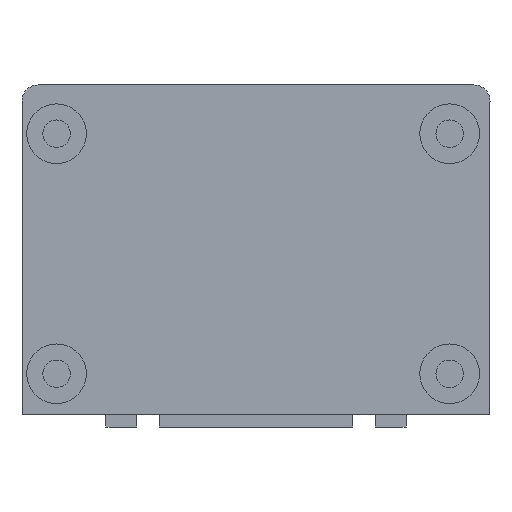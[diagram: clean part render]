
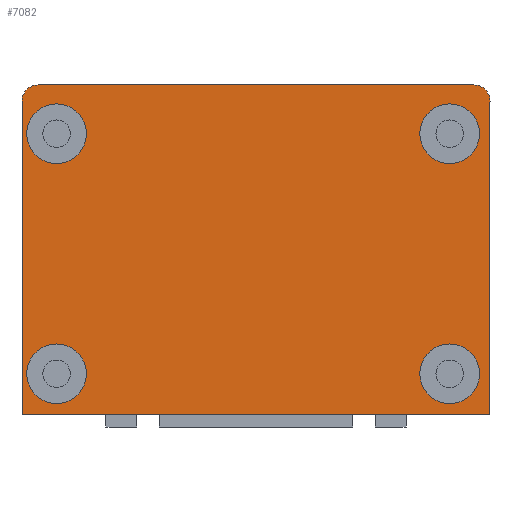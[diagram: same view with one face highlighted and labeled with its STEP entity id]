
A CAD part, front view. The second image highlights one B-rep face of the part: STEP entity #7082.
In plain terms, the highlighted planar face has unit normal (0, -1, 0).
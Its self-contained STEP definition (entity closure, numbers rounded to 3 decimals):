
#13 = DIRECTION ( 'NONE',  ( 1., 0., 0. ) ) ;
#51 = ORIENTED_EDGE ( 'NONE', *, *, #54, .T. ) ;
#54 = EDGE_CURVE ( 'NONE', #6553, #8548, #3045, .T. ) ;
#67 = VERTEX_POINT ( 'NONE', #5746 ) ;
#74 = AXIS2_PLACEMENT_3D ( 'NONE', #5630, #4310, #203 ) ;
#203 = DIRECTION ( 'NONE',  ( 0., 0., 1. ) ) ;
#219 = ORIENTED_EDGE ( 'NONE', *, *, #1339, .T. ) ;
#304 = CARTESIAN_POINT ( 'NONE',  ( 14.5, -13.85, 15.4 ) ) ;
#370 = CARTESIAN_POINT ( 'NONE',  ( -14.5, -13.85, 0. ) ) ;
#405 = VERTEX_POINT ( 'NONE', #7014 ) ;
#548 = EDGE_CURVE ( 'NONE', #1379, #2562, #6163, .T. ) ;
#627 = DIRECTION ( 'NONE',  ( 0., 0., 1. ) ) ;
#632 = ORIENTED_EDGE ( 'NONE', *, *, #7789, .T. ) ;
#661 = AXIS2_PLACEMENT_3D ( 'NONE', #7541, #5542, #3655 ) ;
#687 = CARTESIAN_POINT ( 'NONE',  ( -14.5, -13.85, 19.4 ) ) ;
#826 = EDGE_LOOP ( 'NONE', ( #632, #1705 ) ) ;
#847 = EDGE_LOOP ( 'NONE', ( #7573, #2390 ) ) ;
#885 = VECTOR ( 'NONE', #13, 1000. ) ;
#1068 = DIRECTION ( 'NONE',  ( 0., 0., 1. ) ) ;
#1081 = AXIS2_PLACEMENT_3D ( 'NONE', #1467, #8096, #5492 ) ;
#1117 = VERTEX_POINT ( 'NONE', #6400 ) ;
#1146 = AXIS2_PLACEMENT_3D ( 'NONE', #7961, #1973, #1324 ) ;
#1205 = ORIENTED_EDGE ( 'NONE', *, *, #8579, .F. ) ;
#1224 = ORIENTED_EDGE ( 'NONE', *, *, #1969, .T. ) ;
#1324 = DIRECTION ( 'NONE',  ( 0., 0., 1. ) ) ;
#1339 = EDGE_CURVE ( 'NONE', #8548, #6553, #7943, .T. ) ;
#1379 = VERTEX_POINT ( 'NONE', #6266 ) ;
#1467 = CARTESIAN_POINT ( 'NONE',  ( -12.357, -13.85, 2.502 ) ) ;
#1494 = VECTOR ( 'NONE', #627, 1000. ) ;
#1499 = DIRECTION ( 'NONE',  ( 0., 0., 1. ) ) ;
#1583 = LINE ( 'NONE', #7765, #1494 ) ;
#1705 = ORIENTED_EDGE ( 'NONE', *, *, #6774, .T. ) ;
#1969 = EDGE_CURVE ( 'NONE', #405, #5437, #6866, .T. ) ;
#1973 = DIRECTION ( 'NONE',  ( 0., 1., 0. ) ) ;
#1987 = DIRECTION ( 'NONE',  ( 0., 0., 1. ) ) ;
#2284 = FACE_BOUND ( 'NONE', #8129, .T. ) ;
#2388 = CARTESIAN_POINT ( 'NONE',  ( -12.357, -13.85, 2.502 ) ) ;
#2390 = ORIENTED_EDGE ( 'NONE', *, *, #5872, .T. ) ;
#2453 = CIRCLE ( 'NONE', #1081, 1.85 ) ;
#2493 = CARTESIAN_POINT ( 'NONE',  ( 14.5, -13.85, 0. ) ) ;
#2556 = CARTESIAN_POINT ( 'NONE',  ( -12.357, -13.85, 17.378 ) ) ;
#2562 = VERTEX_POINT ( 'NONE', #6648 ) ;
#2700 = ORIENTED_EDGE ( 'NONE', *, *, #5070, .T. ) ;
#2720 = EDGE_CURVE ( 'NONE', #3160, #8338, #5607, .T. ) ;
#2738 = ORIENTED_EDGE ( 'NONE', *, *, #6815, .F. ) ;
#2897 = CARTESIAN_POINT ( 'NONE',  ( -13.5, -13.85, 20.4 ) ) ;
#2904 = AXIS2_PLACEMENT_3D ( 'NONE', #3260, #7251, #1987 ) ;
#2936 = DIRECTION ( 'NONE',  ( 0., 1., 0. ) ) ;
#2985 = FACE_BOUND ( 'NONE', #7777, .T. ) ;
#3045 = CIRCLE ( 'NONE', #7940, 1.85 ) ;
#3126 = CIRCLE ( 'NONE', #8407, 1.85 ) ;
#3132 = AXIS2_PLACEMENT_3D ( 'NONE', #2388, #4930, #3621 ) ;
#3160 = VERTEX_POINT ( 'NONE', #687 ) ;
#3210 = EDGE_CURVE ( 'NONE', #1117, #7923, #5765, .T. ) ;
#3260 = CARTESIAN_POINT ( 'NONE',  ( 12., -13.85, 17.378 ) ) ;
#3431 = ORIENTED_EDGE ( 'NONE', *, *, #2720, .F. ) ;
#3436 = FACE_BOUND ( 'NONE', #847, .T. ) ;
#3523 = FACE_BOUND ( 'NONE', #826, .T. ) ;
#3576 = VERTEX_POINT ( 'NONE', #370 ) ;
#3621 = DIRECTION ( 'NONE',  ( 0., 0., 1. ) ) ;
#3655 = DIRECTION ( 'NONE',  ( 0., 0., 1. ) ) ;
#3667 = ORIENTED_EDGE ( 'NONE', *, *, #3210, .F. ) ;
#3726 = VERTEX_POINT ( 'NONE', #2493 ) ;
#3775 = CARTESIAN_POINT ( 'NONE',  ( 14.5, -13.85, 19.4 ) ) ;
#3819 = DIRECTION ( 'NONE',  ( 0., 1., 0. ) ) ;
#3995 = CARTESIAN_POINT ( 'NONE',  ( -10.507, -13.85, 2.502 ) ) ;
#4102 = EDGE_CURVE ( 'NONE', #8338, #1117, #6022, .T. ) ;
#4159 = CARTESIAN_POINT ( 'NONE',  ( 10.15, -13.85, 2.5 ) ) ;
#4292 = EDGE_LOOP ( 'NONE', ( #2738, #3667, #8239, #3431, #1205, #5431 ) ) ;
#4300 = DIRECTION ( 'NONE',  ( 0., 0., 1. ) ) ;
#4310 = DIRECTION ( 'NONE',  ( 0., 1., 0. ) ) ;
#4371 = CARTESIAN_POINT ( 'NONE',  ( -12.357, -13.85, 17.378 ) ) ;
#4556 = LINE ( 'NONE', #7189, #5820 ) ;
#4622 = AXIS2_PLACEMENT_3D ( 'NONE', #4866, #2936, #5622 ) ;
#4674 = CARTESIAN_POINT ( 'NONE',  ( 2.9, -13.85, 20.4 ) ) ;
#4774 = CARTESIAN_POINT ( 'NONE',  ( 12., -13.85, 2.5 ) ) ;
#4866 = CARTESIAN_POINT ( 'NONE',  ( -13.5, -13.85, 19.4 ) ) ;
#4930 = DIRECTION ( 'NONE',  ( 0., 1., 0. ) ) ;
#5063 = DIRECTION ( 'NONE',  ( 0., 0., -1. ) ) ;
#5070 = EDGE_CURVE ( 'NONE', #5437, #405, #3126, .T. ) ;
#5431 = ORIENTED_EDGE ( 'NONE', *, *, #6189, .F. ) ;
#5437 = VERTEX_POINT ( 'NONE', #4159 ) ;
#5492 = DIRECTION ( 'NONE',  ( 0., 0., 1. ) ) ;
#5542 = DIRECTION ( 'NONE',  ( 0., 1., 0. ) ) ;
#5607 = CIRCLE ( 'NONE', #4622, 1. ) ;
#5622 = DIRECTION ( 'NONE',  ( 0., 0., 1. ) ) ;
#5630 = CARTESIAN_POINT ( 'NONE',  ( -13.5, -13.85, 19.4 ) ) ;
#5746 = CARTESIAN_POINT ( 'NONE',  ( -14.207, -13.85, 2.502 ) ) ;
#5757 = DIRECTION ( 'NONE',  ( -1., 0., 0. ) ) ;
#5765 = CIRCLE ( 'NONE', #1146, 1. ) ;
#5820 = VECTOR ( 'NONE', #5757, 1000. ) ;
#5872 = EDGE_CURVE ( 'NONE', #2562, #1379, #7613, .T. ) ;
#5955 = DIRECTION ( 'NONE',  ( 0., 1., 0. ) ) ;
#6022 = LINE ( 'NONE', #4674, #885 ) ;
#6163 = CIRCLE ( 'NONE', #2904, 1.85 ) ;
#6189 = EDGE_CURVE ( 'NONE', #3726, #3576, #4556, .T. ) ;
#6266 = CARTESIAN_POINT ( 'NONE',  ( 13.85, -13.85, 17.378 ) ) ;
#6400 = CARTESIAN_POINT ( 'NONE',  ( 13.5, -13.85, 20.4 ) ) ;
#6519 = CARTESIAN_POINT ( 'NONE',  ( 12., -13.85, 2.5 ) ) ;
#6553 = VERTEX_POINT ( 'NONE', #7270 ) ;
#6648 = CARTESIAN_POINT ( 'NONE',  ( 10.15, -13.85, 17.378 ) ) ;
#6774 = EDGE_CURVE ( 'NONE', #67, #7565, #7741, .T. ) ;
#6815 = EDGE_CURVE ( 'NONE', #7923, #3726, #7600, .T. ) ;
#6866 = CIRCLE ( 'NONE', #7005, 1.85 ) ;
#7005 = AXIS2_PLACEMENT_3D ( 'NONE', #4774, #8207, #1499 ) ;
#7014 = CARTESIAN_POINT ( 'NONE',  ( 13.85, -13.85, 2.5 ) ) ;
#7059 = DIRECTION ( 'NONE',  ( 0., 1., 0. ) ) ;
#7082 = ADVANCED_FACE ( 'NONE', ( #3436, #3523, #7539, #2284, #2985 ), #7497, .F. ) ;
#7189 = CARTESIAN_POINT ( 'NONE',  ( 2.9, -13.85, 0. ) ) ;
#7251 = DIRECTION ( 'NONE',  ( 0., 1., 0. ) ) ;
#7270 = CARTESIAN_POINT ( 'NONE',  ( -14.207, -13.85, 17.378 ) ) ;
#7467 = VECTOR ( 'NONE', #5063, 1000. ) ;
#7497 = PLANE ( 'NONE',  #74 ) ;
#7539 = FACE_OUTER_BOUND ( 'NONE', #4292, .T. ) ;
#7541 = CARTESIAN_POINT ( 'NONE',  ( 12., -13.85, 17.378 ) ) ;
#7565 = VERTEX_POINT ( 'NONE', #3995 ) ;
#7567 = CARTESIAN_POINT ( 'NONE',  ( -10.507, -13.85, 17.378 ) ) ;
#7573 = ORIENTED_EDGE ( 'NONE', *, *, #548, .T. ) ;
#7600 = LINE ( 'NONE', #304, #7467 ) ;
#7613 = CIRCLE ( 'NONE', #661, 1.85 ) ;
#7741 = CIRCLE ( 'NONE', #3132, 1.85 ) ;
#7765 = CARTESIAN_POINT ( 'NONE',  ( -14.5, -13.85, 15.4 ) ) ;
#7777 = EDGE_LOOP ( 'NONE', ( #219, #51 ) ) ;
#7789 = EDGE_CURVE ( 'NONE', #7565, #67, #2453, .T. ) ;
#7923 = VERTEX_POINT ( 'NONE', #3775 ) ;
#7940 = AXIS2_PLACEMENT_3D ( 'NONE', #4371, #7059, #1068 ) ;
#7943 = CIRCLE ( 'NONE', #8478, 1.85 ) ;
#7961 = CARTESIAN_POINT ( 'NONE',  ( 13.5, -13.85, 19.4 ) ) ;
#8096 = DIRECTION ( 'NONE',  ( 0., 1., 0. ) ) ;
#8129 = EDGE_LOOP ( 'NONE', ( #1224, #2700 ) ) ;
#8207 = DIRECTION ( 'NONE',  ( 0., 1., 0. ) ) ;
#8239 = ORIENTED_EDGE ( 'NONE', *, *, #4102, .F. ) ;
#8338 = VERTEX_POINT ( 'NONE', #2897 ) ;
#8407 = AXIS2_PLACEMENT_3D ( 'NONE', #6519, #3819, #8426 ) ;
#8426 = DIRECTION ( 'NONE',  ( 0., 0., 1. ) ) ;
#8478 = AXIS2_PLACEMENT_3D ( 'NONE', #2556, #5955, #4300 ) ;
#8548 = VERTEX_POINT ( 'NONE', #7567 ) ;
#8579 = EDGE_CURVE ( 'NONE', #3576, #3160, #1583, .T. ) ;
